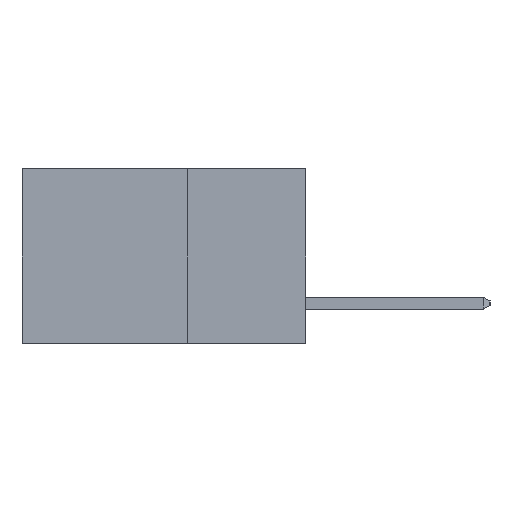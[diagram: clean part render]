
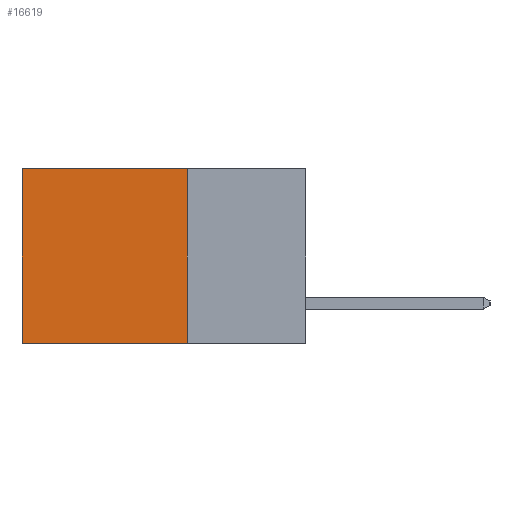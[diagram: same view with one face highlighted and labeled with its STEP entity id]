
A CAD part, left-side view. The second image highlights one B-rep face of the part: STEP entity #16619.
In plain terms, the highlighted planar face has unit normal (-1, 0, 0).
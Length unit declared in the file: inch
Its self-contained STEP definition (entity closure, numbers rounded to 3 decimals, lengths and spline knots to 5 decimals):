
#339 = CARTESIAN_POINT ( 'NONE',  ( 0.2615, 0.25, -0.37 ) ) ;
#408 = DIRECTION ( 'NONE',  ( 0., 0., -1. ) ) ;
#2336 = EDGE_CURVE ( 'NONE', #9610, #18246, #10725, .T. ) ;
#2767 = EDGE_CURVE ( 'NONE', #18246, #5605, #3359, .T. ) ;
#3359 = LINE ( 'NONE', #13747, #14927 ) ;
#3398 = CARTESIAN_POINT ( 'NONE',  ( 0.2615, 0.25, 0. ) ) ;
#3881 = ORIENTED_EDGE ( 'NONE', *, *, #2767, .F. ) ;
#4113 = VECTOR ( 'NONE', #14993, 39.37008 ) ;
#4355 = CARTESIAN_POINT ( 'NONE',  ( 0.2615, 0.6, -0.37 ) ) ;
#4575 = LINE ( 'NONE', #3398, #4113 ) ;
#4656 = DIRECTION ( 'NONE',  ( 0., 0., -1. ) ) ;
#4882 = CARTESIAN_POINT ( 'NONE',  ( 0.2615, 0.25, -0.37 ) ) ;
#5465 = CARTESIAN_POINT ( 'NONE',  ( 0.2615, 0.25, 0. ) ) ;
#5605 = VERTEX_POINT ( 'NONE', #10573 ) ;
#6943 = LINE ( 'NONE', #4355, #17767 ) ;
#7571 = ORIENTED_EDGE ( 'NONE', *, *, #2336, .F. ) ;
#8041 = FACE_OUTER_BOUND ( 'NONE', #12829, .T. ) ;
#8601 = EDGE_CURVE ( 'NONE', #13039, #5605, #6943, .T. ) ;
#9334 = DIRECTION ( 'NONE',  ( 1., 0., 0. ) ) ;
#9610 = VERTEX_POINT ( 'NONE', #5465 ) ;
#10573 = CARTESIAN_POINT ( 'NONE',  ( 0.2615, 0.6, -0.37 ) ) ;
#10725 = LINE ( 'NONE', #4882, #17716 ) ;
#11775 = CARTESIAN_POINT ( 'NONE',  ( 0.2615, 0.6, 0. ) ) ;
#12829 = EDGE_LOOP ( 'NONE', ( #17905, #3881, #7571, #16943 ) ) ;
#13039 = VERTEX_POINT ( 'NONE', #11775 ) ;
#13668 = DIRECTION ( 'NONE',  ( 0., 1., 0. ) ) ;
#13747 = CARTESIAN_POINT ( 'NONE',  ( 0.2615, 0.25, -0.37 ) ) ;
#14488 = DIRECTION ( 'NONE',  ( 0., 0., -1. ) ) ;
#14927 = VECTOR ( 'NONE', #13668, 39.37008 ) ;
#14993 = DIRECTION ( 'NONE',  ( 0., 1., 0. ) ) ;
#16047 = CARTESIAN_POINT ( 'NONE',  ( 0.2615, 0.25, -0.37 ) ) ;
#16613 = EDGE_CURVE ( 'NONE', #9610, #13039, #4575, .T. ) ;
#16619 = ADVANCED_FACE ( 'NONE', ( #8041 ), #17735, .F. ) ;
#16943 = ORIENTED_EDGE ( 'NONE', *, *, #16613, .T. ) ;
#16976 = AXIS2_PLACEMENT_3D ( 'NONE', #339, #9334, #408 ) ;
#17716 = VECTOR ( 'NONE', #4656, 39.37008 ) ;
#17735 = PLANE ( 'NONE',  #16976 ) ;
#17767 = VECTOR ( 'NONE', #14488, 39.37008 ) ;
#17905 = ORIENTED_EDGE ( 'NONE', *, *, #8601, .T. ) ;
#18246 = VERTEX_POINT ( 'NONE', #16047 ) ;
